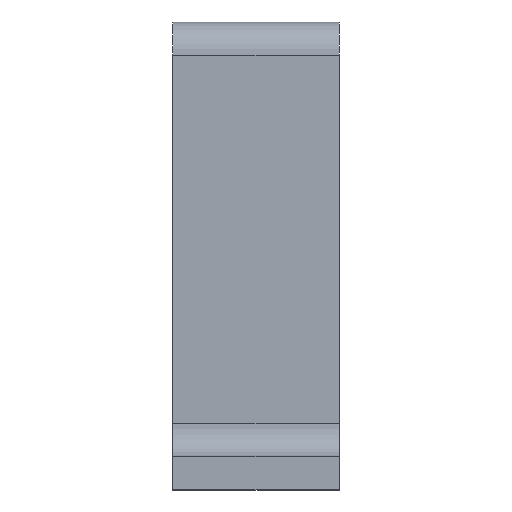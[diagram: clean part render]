
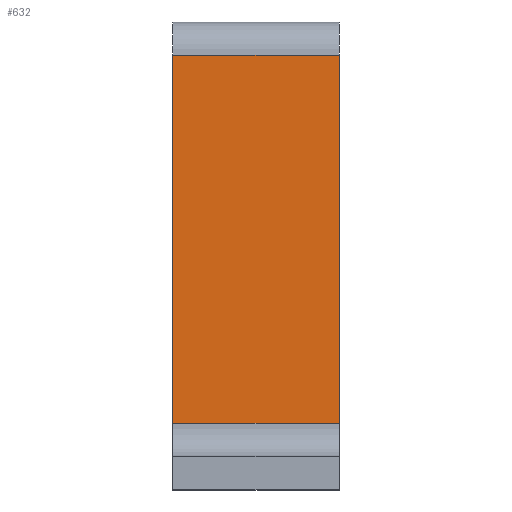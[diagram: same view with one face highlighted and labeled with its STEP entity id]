
A CAD part, left-side view. The second image highlights one B-rep face of the part: STEP entity #632.
In plain terms, the highlighted planar face has unit normal (-1, 0, 0).
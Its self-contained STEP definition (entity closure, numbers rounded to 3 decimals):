
#7 = CARTESIAN_POINT ( 'NONE',  ( -19.25, 0.545, -22. ) ) ;
#11 = CARTESIAN_POINT ( 'NONE',  ( -19.25, 0., -22. ) ) ;
#29 = DIRECTION ( 'NONE',  ( 0., 0., 1. ) ) ;
#38 = FACE_OUTER_BOUND ( 'NONE', #734, .T. ) ;
#40 = CARTESIAN_POINT ( 'NONE',  ( -19.25, 10.545, 0.15 ) ) ;
#47 = DIRECTION ( 'NONE',  ( 0., 0., 1. ) ) ;
#52 = ORIENTED_EDGE ( 'NONE', *, *, #160, .T. ) ;
#63 = DIRECTION ( 'NONE',  ( 0., 1., 0. ) ) ;
#92 = CARTESIAN_POINT ( 'NONE',  ( -19.25, 0.545, 0.15 ) ) ;
#102 = VERTEX_POINT ( 'NONE', #7 ) ;
#105 = LINE ( 'NONE', #163, #526 ) ;
#117 = AXIS2_PLACEMENT_3D ( 'NONE', #550, #154, #47 ) ;
#154 = DIRECTION ( 'NONE',  ( -1., 0., 0. ) ) ;
#160 = EDGE_CURVE ( 'NONE', #317, #102, #234, .T. ) ;
#163 = CARTESIAN_POINT ( 'NONE',  ( -19.25, 0.545, -36.198 ) ) ;
#166 = LINE ( 'NONE', #394, #570 ) ;
#179 = EDGE_CURVE ( 'NONE', #317, #297, #649, .T. ) ;
#226 = VECTOR ( 'NONE', #453, 1000. ) ;
#234 = LINE ( 'NONE', #11, #226 ) ;
#272 = CARTESIAN_POINT ( 'NONE',  ( -19.25, 10.545, -22. ) ) ;
#297 = VERTEX_POINT ( 'NONE', #40 ) ;
#317 = VERTEX_POINT ( 'NONE', #272 ) ;
#382 = EDGE_CURVE ( 'NONE', #102, #507, #105, .T. ) ;
#394 = CARTESIAN_POINT ( 'NONE',  ( -19.25, 0., 0.15 ) ) ;
#404 = ORIENTED_EDGE ( 'NONE', *, *, #179, .F. ) ;
#453 = DIRECTION ( 'NONE',  ( 0., -1., 0. ) ) ;
#454 = ORIENTED_EDGE ( 'NONE', *, *, #705, .T. ) ;
#478 = ORIENTED_EDGE ( 'NONE', *, *, #382, .T. ) ;
#479 = VECTOR ( 'NONE', #29, 1000. ) ;
#507 = VERTEX_POINT ( 'NONE', #92 ) ;
#526 = VECTOR ( 'NONE', #733, 1000. ) ;
#550 = CARTESIAN_POINT ( 'NONE',  ( -19.25, 0., -36.198 ) ) ;
#570 = VECTOR ( 'NONE', #63, 1000. ) ;
#599 = PLANE ( 'NONE',  #117 ) ;
#632 = ADVANCED_FACE ( 'NONE', ( #38 ), #599, .T. ) ;
#649 = LINE ( 'NONE', #663, #479 ) ;
#663 = CARTESIAN_POINT ( 'NONE',  ( -19.25, 10.545, -36.198 ) ) ;
#705 = EDGE_CURVE ( 'NONE', #507, #297, #166, .T. ) ;
#733 = DIRECTION ( 'NONE',  ( 0., 0., 1. ) ) ;
#734 = EDGE_LOOP ( 'NONE', ( #404, #52, #478, #454 ) ) ;
